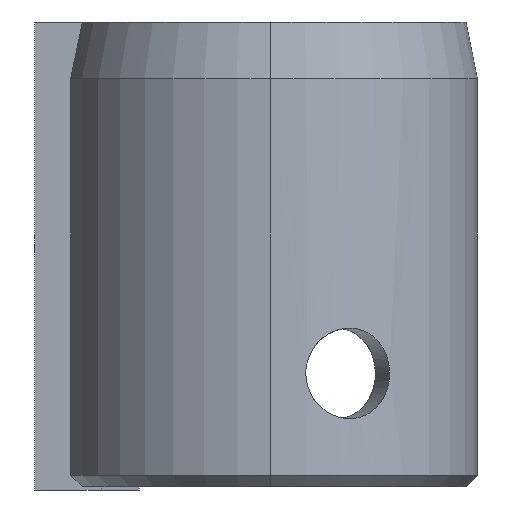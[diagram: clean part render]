
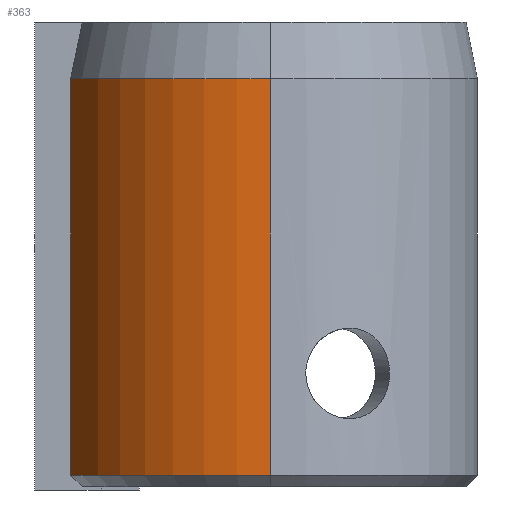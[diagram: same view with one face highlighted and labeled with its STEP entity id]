
A CAD part, left-side view. The second image highlights one B-rep face of the part: STEP entity #363.
In plain terms, the highlighted cylindrical face has radius 18.255 mm (diameter 36.51 mm), a partial arc.
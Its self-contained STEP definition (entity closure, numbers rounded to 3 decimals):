
#44 = VERTEX_POINT ( 'NONE', #544 ) ;
#52 = DIRECTION ( 'NONE',  ( 0., 0., -1. ) ) ;
#161 = DIRECTION ( 'NONE',  ( 0., 0., -1. ) ) ;
#193 = CARTESIAN_POINT ( 'NONE',  ( -4.763, 17.623, -19.5 ) ) ;
#251 = CARTESIAN_POINT ( 'NONE',  ( 0., 0., 20.5 ) ) ;
#281 = CARTESIAN_POINT ( 'NONE',  ( -4.763, 17.623, 20.5 ) ) ;
#287 = EDGE_CURVE ( 'NONE', #1058, #1308, #1032, .T. ) ;
#313 = ORIENTED_EDGE ( 'NONE', *, *, #768, .F. ) ;
#320 = ORIENTED_EDGE ( 'NONE', *, *, #1068, .T. ) ;
#321 = CIRCLE ( 'NONE', #797, 18.255 ) ;
#363 = ADVANCED_FACE ( 'NONE', ( #994 ), #972, .T. ) ;
#422 = LINE ( 'NONE', #281, #1264 ) ;
#437 = CARTESIAN_POINT ( 'NONE',  ( -18.255, 0., -19.5 ) ) ;
#510 = EDGE_CURVE ( 'NONE', #749, #44, #321, .T. ) ;
#544 = CARTESIAN_POINT ( 'NONE',  ( -4.763, 17.623, 15.5 ) ) ;
#592 = VECTOR ( 'NONE', #161, 1000. ) ;
#606 = ORIENTED_EDGE ( 'NONE', *, *, #510, .T. ) ;
#611 = AXIS2_PLACEMENT_3D ( 'NONE', #979, #1296, #789 ) ;
#699 = CARTESIAN_POINT ( 'NONE',  ( -18.255, 0., 20.5 ) ) ;
#749 = VERTEX_POINT ( 'NONE', #896 ) ;
#768 = EDGE_CURVE ( 'NONE', #749, #1308, #1220, .T. ) ;
#789 = DIRECTION ( 'NONE',  ( 1., 0., 0. ) ) ;
#797 = AXIS2_PLACEMENT_3D ( 'NONE', #1329, #52, #952 ) ;
#839 = DIRECTION ( 'NONE',  ( 0., 0., -1. ) ) ;
#896 = CARTESIAN_POINT ( 'NONE',  ( -18.255, 0., 15.5 ) ) ;
#952 = DIRECTION ( 'NONE',  ( 1., 0., 0. ) ) ;
#972 = CYLINDRICAL_SURFACE ( 'NONE', #987, 18.255 ) ;
#979 = CARTESIAN_POINT ( 'NONE',  ( 0., 0., -19.5 ) ) ;
#987 = AXIS2_PLACEMENT_3D ( 'NONE', #251, #1187, #1083 ) ;
#994 = FACE_OUTER_BOUND ( 'NONE', #1004, .T. ) ;
#1004 = EDGE_LOOP ( 'NONE', ( #313, #606, #320, #1043 ) ) ;
#1032 = CIRCLE ( 'NONE', #611, 18.255 ) ;
#1043 = ORIENTED_EDGE ( 'NONE', *, *, #287, .T. ) ;
#1058 = VERTEX_POINT ( 'NONE', #193 ) ;
#1068 = EDGE_CURVE ( 'NONE', #44, #1058, #422, .T. ) ;
#1083 = DIRECTION ( 'NONE',  ( -1., 0., 0. ) ) ;
#1187 = DIRECTION ( 'NONE',  ( 0., 0., -1. ) ) ;
#1220 = LINE ( 'NONE', #699, #592 ) ;
#1264 = VECTOR ( 'NONE', #839, 1000. ) ;
#1296 = DIRECTION ( 'NONE',  ( 0., 0., 1. ) ) ;
#1308 = VERTEX_POINT ( 'NONE', #437 ) ;
#1329 = CARTESIAN_POINT ( 'NONE',  ( 0., 0., 15.5 ) ) ;
